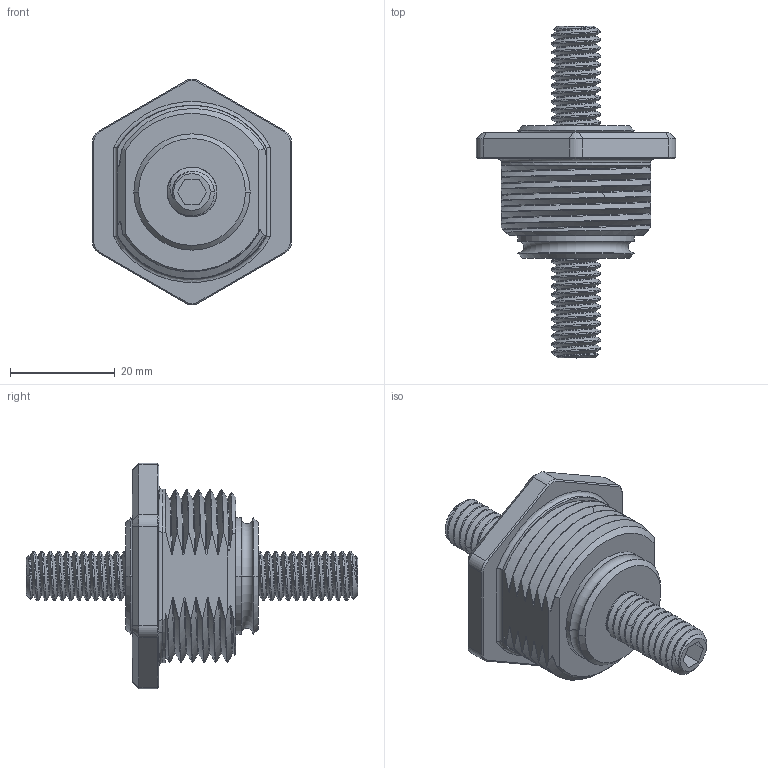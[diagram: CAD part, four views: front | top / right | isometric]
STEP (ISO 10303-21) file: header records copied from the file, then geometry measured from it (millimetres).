
FILE_DESCRIPTION((''),'2;1');
FILE_NAME('SC47-2010A-A001_NCF_SW0001','2018-11-12T10:05:51',('jwisneski'),(''),'CREO PARAMETRIC BY PTC INC, 2017110','CREO PARAMETRIC BY PTC INC, 2017110','');
FILE_SCHEMA(('CONFIG_CONTROL_DESIGN'));
Length unit declared in the file: millimetre
Products named in the file (1): SC47-2010A-A001_NCF_SW0001
Bounding box: 38.1 x 63.5 x 43.21 mm (x, y, z)
Volume: 19893.1 mm3; surface area: 9134.1 mm2
Topology: 1 solids, 1 shells, 278 faces, 735 edges, 463 vertices
Faces by surface type: bspline 101, cylinder 93, plane 47, cone 29, torus 8
Entity records: 30102 total; most frequent: CARTESIAN_POINT 24279, ORIENTED_EDGE 1470, DIRECTION 747, EDGE_CURVE 735, VERTEX_POINT 463, B_SPLINE_CURVE_WITH_KNOTS 413, EDGE_LOOP 286, FACE_OUTER_BOUND 278
